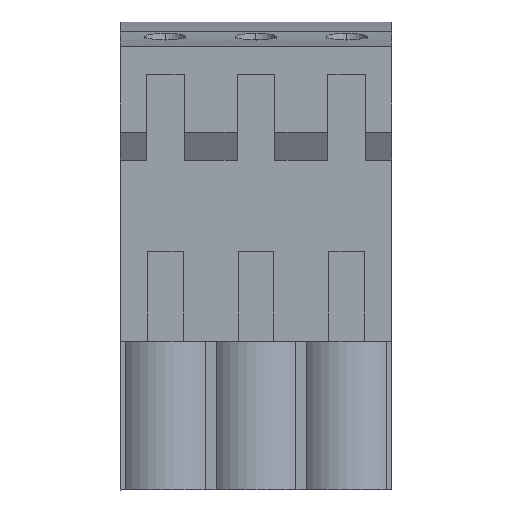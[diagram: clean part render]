
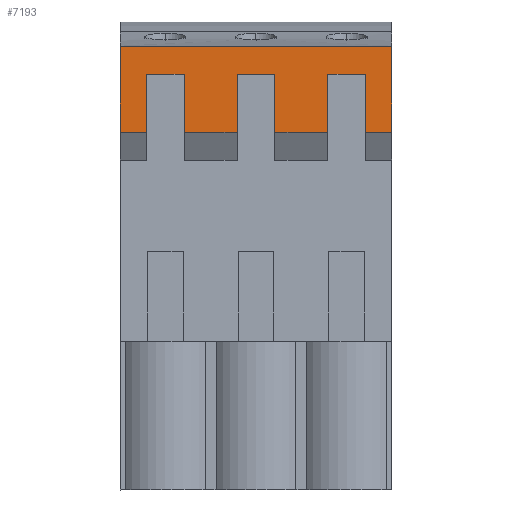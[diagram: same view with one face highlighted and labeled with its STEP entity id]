
A CAD part, front view. The second image highlights one B-rep face of the part: STEP entity #7193.
In plain terms, the highlighted planar face has unit normal (0, -1, 0).
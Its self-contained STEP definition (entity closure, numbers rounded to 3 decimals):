
#7063=AXIS2_PLACEMENT_3D('Plane Axis2P3D',#7060,#7061,#7062) ;
#5261=CARTESIAN_POINT('Line Origine',(0.,0.,22.459)) ;
#5265=CARTESIAN_POINT('Vertex',(0.,0.,20.059)) ;
#5267=CARTESIAN_POINT('Vertex',(0.,0.,24.859)) ;
#6333=CARTESIAN_POINT('Vertex',(15.24,0.,24.859)) ;
#6336=CARTESIAN_POINT('Line Origine',(15.24,0.,22.459)) ;
#6340=CARTESIAN_POINT('Vertex',(15.24,0.,20.059)) ;
#7060=CARTESIAN_POINT('Axis2P3D Location',(15.24,0.,20.059)) ;
#7065=CARTESIAN_POINT('Line Origine',(0.745,0.,20.059)) ;
#7069=CARTESIAN_POINT('Vertex',(1.49,0.,20.059)) ;
#7072=CARTESIAN_POINT('Line Origine',(1.49,0.,21.679)) ;
#7076=CARTESIAN_POINT('Vertex',(1.49,0.,23.3)) ;
#7079=CARTESIAN_POINT('Line Origine',(2.54,0.,23.3)) ;
#7083=CARTESIAN_POINT('Vertex',(3.59,0.,23.3)) ;
#7086=CARTESIAN_POINT('Line Origine',(3.59,0.,21.679)) ;
#7090=CARTESIAN_POINT('Vertex',(3.59,0.,20.059)) ;
#7093=CARTESIAN_POINT('Line Origine',(4.335,0.,20.059)) ;
#7097=CARTESIAN_POINT('Vertex',(5.08,0.,20.059)) ;
#7100=CARTESIAN_POINT('Line Origine',(5.825,0.,20.059)) ;
#7104=CARTESIAN_POINT('Vertex',(6.57,0.,20.059)) ;
#7107=CARTESIAN_POINT('Line Origine',(6.57,0.,21.679)) ;
#7111=CARTESIAN_POINT('Vertex',(6.57,0.,23.3)) ;
#7114=CARTESIAN_POINT('Line Origine',(7.62,0.,23.3)) ;
#7118=CARTESIAN_POINT('Vertex',(8.67,0.,23.3)) ;
#7121=CARTESIAN_POINT('Line Origine',(8.67,0.,21.679)) ;
#7125=CARTESIAN_POINT('Vertex',(8.67,0.,20.059)) ;
#7128=CARTESIAN_POINT('Line Origine',(9.415,0.,20.059)) ;
#7132=CARTESIAN_POINT('Vertex',(10.16,0.,20.059)) ;
#7135=CARTESIAN_POINT('Line Origine',(10.905,0.,20.059)) ;
#7139=CARTESIAN_POINT('Vertex',(11.65,0.,20.059)) ;
#7142=CARTESIAN_POINT('Line Origine',(11.65,0.,21.679)) ;
#7146=CARTESIAN_POINT('Vertex',(11.65,0.,23.3)) ;
#7149=CARTESIAN_POINT('Line Origine',(12.7,0.,23.3)) ;
#7153=CARTESIAN_POINT('Vertex',(13.75,0.,23.3)) ;
#7156=CARTESIAN_POINT('Line Origine',(13.75,0.,21.679)) ;
#7160=CARTESIAN_POINT('Vertex',(13.75,0.,20.059)) ;
#7163=CARTESIAN_POINT('Line Origine',(14.495,0.,20.059)) ;
#7168=CARTESIAN_POINT('Line Origine',(7.62,0.,24.859)) ;
#5262=DIRECTION('Vector Direction',(0.,0.,1.)) ;
#6337=DIRECTION('Vector Direction',(0.,0.,1.)) ;
#7061=DIRECTION('Axis2P3D Direction',(0.,-1.,0.)) ;
#7062=DIRECTION('Axis2P3D XDirection',(0.,0.,1.)) ;
#7066=DIRECTION('Vector Direction',(-1.,0.,0.)) ;
#7073=DIRECTION('Vector Direction',(0.,0.,-1.)) ;
#7080=DIRECTION('Vector Direction',(-1.,0.,0.)) ;
#7087=DIRECTION('Vector Direction',(0.,0.,-1.)) ;
#7094=DIRECTION('Vector Direction',(-1.,0.,0.)) ;
#7101=DIRECTION('Vector Direction',(-1.,0.,0.)) ;
#7108=DIRECTION('Vector Direction',(0.,0.,-1.)) ;
#7115=DIRECTION('Vector Direction',(-1.,0.,0.)) ;
#7122=DIRECTION('Vector Direction',(0.,0.,-1.)) ;
#7129=DIRECTION('Vector Direction',(-1.,0.,0.)) ;
#7136=DIRECTION('Vector Direction',(-1.,0.,0.)) ;
#7143=DIRECTION('Vector Direction',(0.,0.,-1.)) ;
#7150=DIRECTION('Vector Direction',(-1.,0.,0.)) ;
#7157=DIRECTION('Vector Direction',(0.,0.,-1.)) ;
#7164=DIRECTION('Vector Direction',(-1.,0.,0.)) ;
#7169=DIRECTION('Vector Direction',(1.,0.,0.)) ;
#5263=VECTOR('Line Direction',#5262,1.) ;
#6338=VECTOR('Line Direction',#6337,1.) ;
#7067=VECTOR('Line Direction',#7066,1.) ;
#7074=VECTOR('Line Direction',#7073,1.) ;
#7081=VECTOR('Line Direction',#7080,1.) ;
#7088=VECTOR('Line Direction',#7087,1.) ;
#7095=VECTOR('Line Direction',#7094,1.) ;
#7102=VECTOR('Line Direction',#7101,1.) ;
#7109=VECTOR('Line Direction',#7108,1.) ;
#7116=VECTOR('Line Direction',#7115,1.) ;
#7123=VECTOR('Line Direction',#7122,1.) ;
#7130=VECTOR('Line Direction',#7129,1.) ;
#7137=VECTOR('Line Direction',#7136,1.) ;
#7144=VECTOR('Line Direction',#7143,1.) ;
#7151=VECTOR('Line Direction',#7150,1.) ;
#7158=VECTOR('Line Direction',#7157,1.) ;
#7165=VECTOR('Line Direction',#7164,1.) ;
#7170=VECTOR('Line Direction',#7169,1.) ;
#7174=ORIENTED_EDGE('',*,*,#5269,.F.) ;
#7175=ORIENTED_EDGE('',*,*,#7071,.F.) ;
#7176=ORIENTED_EDGE('',*,*,#7078,.F.) ;
#7177=ORIENTED_EDGE('',*,*,#7085,.F.) ;
#7178=ORIENTED_EDGE('',*,*,#7092,.F.) ;
#7179=ORIENTED_EDGE('',*,*,#7099,.F.) ;
#7180=ORIENTED_EDGE('',*,*,#7106,.F.) ;
#7181=ORIENTED_EDGE('',*,*,#7113,.F.) ;
#7182=ORIENTED_EDGE('',*,*,#7120,.F.) ;
#7183=ORIENTED_EDGE('',*,*,#7127,.F.) ;
#7184=ORIENTED_EDGE('',*,*,#7134,.F.) ;
#7185=ORIENTED_EDGE('',*,*,#7141,.F.) ;
#7186=ORIENTED_EDGE('',*,*,#7148,.F.) ;
#7187=ORIENTED_EDGE('',*,*,#7155,.F.) ;
#7188=ORIENTED_EDGE('',*,*,#7162,.F.) ;
#7189=ORIENTED_EDGE('',*,*,#7167,.F.) ;
#7190=ORIENTED_EDGE('',*,*,#6342,.F.) ;
#7191=ORIENTED_EDGE('',*,*,#7172,.T.) ;
#7193=ADVANCED_FACE('Hauptk\X2\00F6\X0\rper',(#7192),#7064,.T.) ;
#5269=EDGE_CURVE('',#5266,#5268,#5264,.T.) ;
#6342=EDGE_CURVE('',#6334,#6341,#6339,.F.) ;
#7071=EDGE_CURVE('',#7070,#5266,#7068,.T.) ;
#7078=EDGE_CURVE('',#7077,#7070,#7075,.T.) ;
#7085=EDGE_CURVE('',#7084,#7077,#7082,.T.) ;
#7092=EDGE_CURVE('',#7091,#7084,#7089,.F.) ;
#7099=EDGE_CURVE('',#7098,#7091,#7096,.T.) ;
#7106=EDGE_CURVE('',#7105,#7098,#7103,.T.) ;
#7113=EDGE_CURVE('',#7112,#7105,#7110,.T.) ;
#7120=EDGE_CURVE('',#7119,#7112,#7117,.T.) ;
#7127=EDGE_CURVE('',#7126,#7119,#7124,.F.) ;
#7134=EDGE_CURVE('',#7133,#7126,#7131,.T.) ;
#7141=EDGE_CURVE('',#7140,#7133,#7138,.T.) ;
#7148=EDGE_CURVE('',#7147,#7140,#7145,.T.) ;
#7155=EDGE_CURVE('',#7154,#7147,#7152,.T.) ;
#7162=EDGE_CURVE('',#7161,#7154,#7159,.F.) ;
#7167=EDGE_CURVE('',#6341,#7161,#7166,.T.) ;
#7172=EDGE_CURVE('',#6334,#5268,#7171,.F.) ;
#7173=EDGE_LOOP('',(#7174,#7175,#7176,#7177,#7178,#7179,#7180,#7181,#7182,#7183,#7184,#7185,#7186,#7187,#7188,#7189,#7190,#7191)) ;
#7192=FACE_OUTER_BOUND('',#7173,.T.) ;
#5264=LINE('Line',#5261,#5263) ;
#6339=LINE('Line',#6336,#6338) ;
#7068=LINE('Line',#7065,#7067) ;
#7075=LINE('Line',#7072,#7074) ;
#7082=LINE('Line',#7079,#7081) ;
#7089=LINE('Line',#7086,#7088) ;
#7096=LINE('Line',#7093,#7095) ;
#7103=LINE('Line',#7100,#7102) ;
#7110=LINE('Line',#7107,#7109) ;
#7117=LINE('Line',#7114,#7116) ;
#7124=LINE('Line',#7121,#7123) ;
#7131=LINE('Line',#7128,#7130) ;
#7138=LINE('Line',#7135,#7137) ;
#7145=LINE('Line',#7142,#7144) ;
#7152=LINE('Line',#7149,#7151) ;
#7159=LINE('Line',#7156,#7158) ;
#7166=LINE('Line',#7163,#7165) ;
#7171=LINE('Line',#7168,#7170) ;
#7064=PLANE('',#7063) ;
#5266=VERTEX_POINT('',#5265) ;
#5268=VERTEX_POINT('',#5267) ;
#6334=VERTEX_POINT('',#6333) ;
#6341=VERTEX_POINT('',#6340) ;
#7070=VERTEX_POINT('',#7069) ;
#7077=VERTEX_POINT('',#7076) ;
#7084=VERTEX_POINT('',#7083) ;
#7091=VERTEX_POINT('',#7090) ;
#7098=VERTEX_POINT('',#7097) ;
#7105=VERTEX_POINT('',#7104) ;
#7112=VERTEX_POINT('',#7111) ;
#7119=VERTEX_POINT('',#7118) ;
#7126=VERTEX_POINT('',#7125) ;
#7133=VERTEX_POINT('',#7132) ;
#7140=VERTEX_POINT('',#7139) ;
#7147=VERTEX_POINT('',#7146) ;
#7154=VERTEX_POINT('',#7153) ;
#7161=VERTEX_POINT('',#7160) ;
